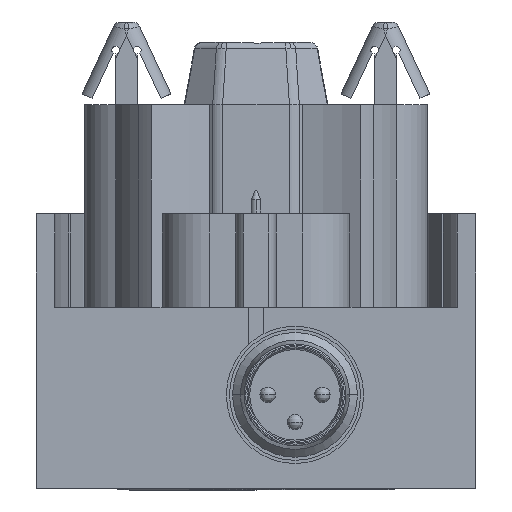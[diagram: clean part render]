
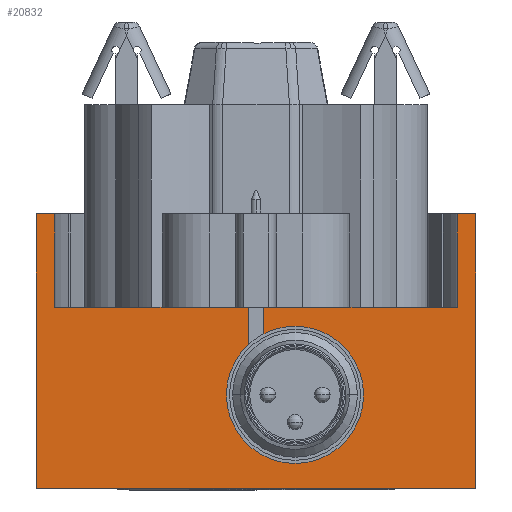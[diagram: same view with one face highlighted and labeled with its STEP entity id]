
A CAD part, front view. The second image highlights one B-rep face of the part: STEP entity #20832.
In plain terms, the highlighted planar face has unit normal (0, -1, 0).
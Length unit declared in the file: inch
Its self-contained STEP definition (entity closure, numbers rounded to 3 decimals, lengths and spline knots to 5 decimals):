
#144 = CARTESIAN_POINT ( 'NONE',  ( 0.01969, 0., 0.34646 ) ) ;
#461 = VERTEX_POINT ( 'NONE', #24030 ) ;
#1404 = ORIENTED_EDGE ( 'NONE', *, *, #20106, .T. ) ;
#1665 = EDGE_LOOP ( 'NONE', ( #11131, #4683, #22636, #19705, #14663, #1404, #19121, #16773, #23833, #6042, #15224, #12002, #13021 ) ) ;
#1847 = LINE ( 'NONE', #3489, #20164 ) ;
#1852 = AXIS2_PLACEMENT_3D ( 'NONE', #20449, #16323, #22457 ) ;
#2196 = DIRECTION ( 'NONE',  ( 0., 0., -1. ) ) ;
#2291 = EDGE_CURVE ( 'NONE', #13402, #461, #19600, .T. ) ;
#2385 = CARTESIAN_POINT ( 'NONE',  ( -0.55512, 0., 0.34646 ) ) ;
#2505 = FACE_OUTER_BOUND ( 'NONE', #1665, .T. ) ;
#2708 = EDGE_CURVE ( 'NONE', #4014, #22205, #18031, .T. ) ;
#2755 = DIRECTION ( 'NONE',  ( 0., 0., 1. ) ) ;
#2968 = DIRECTION ( 'NONE',  ( 1., 0., 0. ) ) ;
#3468 = VECTOR ( 'NONE', #2968, 39.37008 ) ;
#3489 = CARTESIAN_POINT ( 'NONE',  ( 0., 0., 0.69291 ) ) ;
#3616 = CARTESIAN_POINT ( 'NONE',  ( 0.01969, 0., 0.29831 ) ) ;
#3784 = CARTESIAN_POINT ( 'NONE',  ( 0.50787, 0., 0.34646 ) ) ;
#3789 = VECTOR ( 'NONE', #9671, 39.37008 ) ;
#4014 = VERTEX_POINT ( 'NONE', #16654 ) ;
#4440 = CARTESIAN_POINT ( 'NONE',  ( 0., 0., 0. ) ) ;
#4611 = VECTOR ( 'NONE', #12104, 39.37008 ) ;
#4683 = ORIENTED_EDGE ( 'NONE', *, *, #2708, .F. ) ;
#5502 = CARTESIAN_POINT ( 'NONE',  ( 0., 0., 0.16339 ) ) ;
#6042 = ORIENTED_EDGE ( 'NONE', *, *, #6801, .F. ) ;
#6051 = DIRECTION ( 'NONE',  ( 0., 0., 1. ) ) ;
#6296 = CARTESIAN_POINT ( 'NONE',  ( -0.01969, 0., 0.34646 ) ) ;
#6711 = CARTESIAN_POINT ( 'NONE',  ( 0., 0., 0.69291 ) ) ;
#6801 = EDGE_CURVE ( 'NONE', #10640, #13964, #12988, .T. ) ;
#6913 = CARTESIAN_POINT ( 'NONE',  ( -0.50787, 0., 0.34646 ) ) ;
#7035 = DIRECTION ( 'NONE',  ( 0., 0., -1. ) ) ;
#7443 = CARTESIAN_POINT ( 'NONE',  ( -0.50787, 0., 0.69291 ) ) ;
#7683 = LINE ( 'NONE', #22645, #10346 ) ;
#8707 = DIRECTION ( 'NONE',  ( 1., 0., 0. ) ) ;
#8844 = VERTEX_POINT ( 'NONE', #7443 ) ;
#9215 = AXIS2_PLACEMENT_3D ( 'NONE', #19425, #17294, #2196 ) ;
#9602 = VECTOR ( 'NONE', #8707, 39.37008 ) ;
#9638 = DIRECTION ( 'NONE',  ( 1., 0., 0. ) ) ;
#9671 = DIRECTION ( 'NONE',  ( 0., 0., 1. ) ) ;
#9700 = DIRECTION ( 'NONE',  ( 0., 0., 1. ) ) ;
#10272 = VECTOR ( 'NONE', #7035, 39.37008 ) ;
#10346 = VECTOR ( 'NONE', #9700, 39.37008 ) ;
#10423 = VERTEX_POINT ( 'NONE', #16314 ) ;
#10640 = VERTEX_POINT ( 'NONE', #23420 ) ;
#11131 = ORIENTED_EDGE ( 'NONE', *, *, #23807, .F. ) ;
#11216 = CIRCLE ( 'NONE', #9215, 0.0689 ) ;
#12002 = ORIENTED_EDGE ( 'NONE', *, *, #14068, .F. ) ;
#12104 = DIRECTION ( 'NONE',  ( 1., 0., 0. ) ) ;
#12242 = EDGE_CURVE ( 'NONE', #461, #8844, #1847, .T. ) ;
#12479 = LINE ( 'NONE', #4440, #4611 ) ;
#12754 = LINE ( 'NONE', #6711, #3468 ) ;
#12988 = LINE ( 'NONE', #20645, #18354 ) ;
#13021 = ORIENTED_EDGE ( 'NONE', *, *, #13542, .F. ) ;
#13236 = DIRECTION ( 'NONE',  ( 1., 0., 0. ) ) ;
#13237 = VERTEX_POINT ( 'NONE', #5502 ) ;
#13253 = CARTESIAN_POINT ( 'NONE',  ( 0.55512, 0., 0.69291 ) ) ;
#13402 = VERTEX_POINT ( 'NONE', #17600 ) ;
#13542 = EDGE_CURVE ( 'NONE', #23688, #13237, #14023, .T. ) ;
#13964 = VERTEX_POINT ( 'NONE', #22296 ) ;
#14023 = CIRCLE ( 'NONE', #17648, 0.0689 ) ;
#14063 = DIRECTION ( 'NONE',  ( 0., 0., -1. ) ) ;
#14068 = EDGE_CURVE ( 'NONE', #13237, #20989, #11216, .T. ) ;
#14663 = ORIENTED_EDGE ( 'NONE', *, *, #2291, .F. ) ;
#14910 = VECTOR ( 'NONE', #6051, 39.37008 ) ;
#15224 = ORIENTED_EDGE ( 'NONE', *, *, #15434, .F. ) ;
#15434 = EDGE_CURVE ( 'NONE', #20989, #10640, #24658, .T. ) ;
#15690 = CARTESIAN_POINT ( 'NONE',  ( -0.01969, 0., 0.45669 ) ) ;
#16203 = DIRECTION ( 'NONE',  ( 0., -1., 0. ) ) ;
#16314 = CARTESIAN_POINT ( 'NONE',  ( 0.50787, 0., 0.69291 ) ) ;
#16323 = DIRECTION ( 'NONE',  ( 0., 1., 0. ) ) ;
#16435 = CARTESIAN_POINT ( 'NONE',  ( -0.01969, 0., 0.29831 ) ) ;
#16654 = CARTESIAN_POINT ( 'NONE',  ( -0.50787, 0., 0.45669 ) ) ;
#16694 = PLANE ( 'NONE',  #1852 ) ;
#16730 = CARTESIAN_POINT ( 'NONE',  ( 0.55512, 0., 0. ) ) ;
#16773 = ORIENTED_EDGE ( 'NONE', *, *, #21221, .F. ) ;
#17226 = VECTOR ( 'NONE', #23417, 39.37008 ) ;
#17294 = DIRECTION ( 'NONE',  ( 0., -1., 0. ) ) ;
#17600 = CARTESIAN_POINT ( 'NONE',  ( -0.55512, 0., 0. ) ) ;
#17648 = AXIS2_PLACEMENT_3D ( 'NONE', #19720, #16203, #14063 ) ;
#18031 = LINE ( 'NONE', #23916, #9602 ) ;
#18354 = VECTOR ( 'NONE', #13236, 39.37008 ) ;
#18524 = EDGE_CURVE ( 'NONE', #18973, #19973, #7683, .T. ) ;
#18973 = VERTEX_POINT ( 'NONE', #16730 ) ;
#19067 = EDGE_CURVE ( 'NONE', #13964, #10423, #24499, .T. ) ;
#19068 = LINE ( 'NONE', #6296, #17226 ) ;
#19121 = ORIENTED_EDGE ( 'NONE', *, *, #18524, .T. ) ;
#19425 = CARTESIAN_POINT ( 'NONE',  ( 0., 0., 0.23228 ) ) ;
#19600 = LINE ( 'NONE', #2385, #23632 ) ;
#19705 = ORIENTED_EDGE ( 'NONE', *, *, #12242, .F. ) ;
#19720 = CARTESIAN_POINT ( 'NONE',  ( 0., 0., 0.23228 ) ) ;
#19973 = VERTEX_POINT ( 'NONE', #13253 ) ;
#20106 = EDGE_CURVE ( 'NONE', #13402, #18973, #12479, .T. ) ;
#20164 = VECTOR ( 'NONE', #9638, 39.37008 ) ;
#20449 = CARTESIAN_POINT ( 'NONE',  ( -0.55512, 0., 0. ) ) ;
#20645 = CARTESIAN_POINT ( 'NONE',  ( 0., 0., 0.45669 ) ) ;
#20832 = ADVANCED_FACE ( 'NONE', ( #2505 ), #16694, .F. ) ;
#20989 = VERTEX_POINT ( 'NONE', #3616 ) ;
#21221 = EDGE_CURVE ( 'NONE', #10423, #19973, #12754, .T. ) ;
#21620 = EDGE_CURVE ( 'NONE', #8844, #4014, #24501, .T. ) ;
#22205 = VERTEX_POINT ( 'NONE', #15690 ) ;
#22296 = CARTESIAN_POINT ( 'NONE',  ( 0.50787, 0., 0.45669 ) ) ;
#22457 = DIRECTION ( 'NONE',  ( 0., 0., 1. ) ) ;
#22636 = ORIENTED_EDGE ( 'NONE', *, *, #21620, .F. ) ;
#22645 = CARTESIAN_POINT ( 'NONE',  ( 0.55512, 0., 0.34646 ) ) ;
#23417 = DIRECTION ( 'NONE',  ( 0., 0., -1. ) ) ;
#23420 = CARTESIAN_POINT ( 'NONE',  ( 0.01969, 0., 0.45669 ) ) ;
#23632 = VECTOR ( 'NONE', #2755, 39.37008 ) ;
#23688 = VERTEX_POINT ( 'NONE', #16435 ) ;
#23807 = EDGE_CURVE ( 'NONE', #22205, #23688, #19068, .T. ) ;
#23833 = ORIENTED_EDGE ( 'NONE', *, *, #19067, .F. ) ;
#23916 = CARTESIAN_POINT ( 'NONE',  ( 0., 0., 0.45669 ) ) ;
#24030 = CARTESIAN_POINT ( 'NONE',  ( -0.55512, 0., 0.69291 ) ) ;
#24499 = LINE ( 'NONE', #3784, #3789 ) ;
#24501 = LINE ( 'NONE', #6913, #10272 ) ;
#24658 = LINE ( 'NONE', #144, #14910 ) ;
